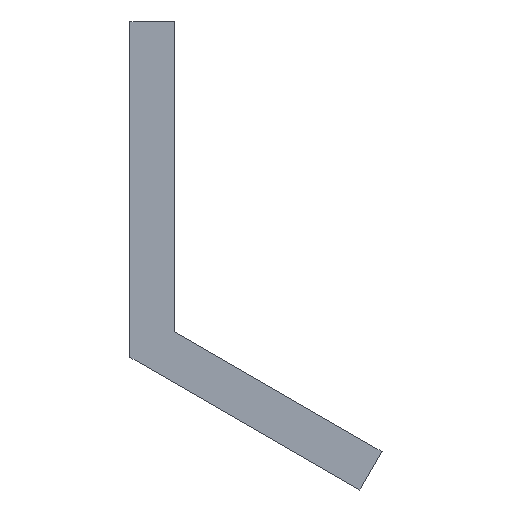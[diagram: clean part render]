
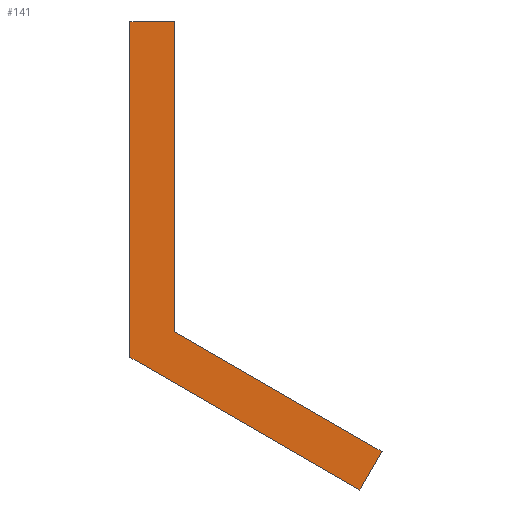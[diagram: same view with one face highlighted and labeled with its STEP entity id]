
A CAD part, front view. The second image highlights one B-rep face of the part: STEP entity #141.
In plain terms, the highlighted planar face has unit normal (0, -1, 0).
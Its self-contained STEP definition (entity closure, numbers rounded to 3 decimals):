
#15=FACE_OUTER_BOUND('',#23,.T.);
#23=EDGE_LOOP('',(#97,#98,#99,#100,#101,#102));
#31=LINE('',#217,#49);
#32=LINE('',#219,#50);
#33=LINE('',#221,#51);
#34=LINE('',#223,#52);
#35=LINE('',#225,#53);
#36=LINE('',#226,#54);
#49=VECTOR('',#181,10.);
#50=VECTOR('',#182,10.);
#51=VECTOR('',#183,10.);
#52=VECTOR('',#184,10.);
#53=VECTOR('',#185,10.);
#54=VECTOR('',#186,10.);
#67=VERTEX_POINT('',#215);
#68=VERTEX_POINT('',#216);
#69=VERTEX_POINT('',#218);
#70=VERTEX_POINT('',#220);
#71=VERTEX_POINT('',#222);
#72=VERTEX_POINT('',#224);
#79=EDGE_CURVE('',#67,#68,#31,.T.);
#80=EDGE_CURVE('',#68,#69,#32,.T.);
#81=EDGE_CURVE('',#69,#70,#33,.T.);
#82=EDGE_CURVE('',#70,#71,#34,.T.);
#83=EDGE_CURVE('',#71,#72,#35,.T.);
#84=EDGE_CURVE('',#72,#67,#36,.T.);
#97=ORIENTED_EDGE('',*,*,#79,.T.);
#98=ORIENTED_EDGE('',*,*,#80,.T.);
#99=ORIENTED_EDGE('',*,*,#81,.T.);
#100=ORIENTED_EDGE('',*,*,#82,.T.);
#101=ORIENTED_EDGE('',*,*,#83,.T.);
#102=ORIENTED_EDGE('',*,*,#84,.T.);
#133=PLANE('',#169);
#141=ADVANCED_FACE('',(#15),#133,.T.);
#169=AXIS2_PLACEMENT_3D('',#214,#179,#180);
#179=DIRECTION('center_axis',(0.,-1.,0.));
#180=DIRECTION('ref_axis',(0.,0.,-1.));
#181=DIRECTION('',(0.,0.,1.));
#182=DIRECTION('',(-1.,0.,0.));
#183=DIRECTION('',(0.,0.,-1.));
#184=DIRECTION('',(0.866,0.,-0.5));
#185=DIRECTION('',(0.5,0.,0.866));
#186=DIRECTION('',(-0.866,0.,0.5));
#214=CARTESIAN_POINT('Origin',(0.668,-112.5,1.174));
#215=CARTESIAN_POINT('',(0.,-112.5,0.));
#216=CARTESIAN_POINT('',(0.,-112.5,7.));
#217=CARTESIAN_POINT('',(0.,-112.5,0.));
#218=CARTESIAN_POINT('',(-1.,-112.5,7.));
#219=CARTESIAN_POINT('',(0.,-112.5,7.));
#220=CARTESIAN_POINT('',(-1.,-112.5,-0.577));
#221=CARTESIAN_POINT('',(-1.,-112.5,7.));
#222=CARTESIAN_POINT('',(4.196,-112.5,-3.577));
#223=CARTESIAN_POINT('',(-1.,-112.5,-0.577));
#224=CARTESIAN_POINT('',(4.696,-112.5,-2.711));
#225=CARTESIAN_POINT('',(4.196,-112.5,-3.577));
#226=CARTESIAN_POINT('',(4.696,-112.5,-2.711));
